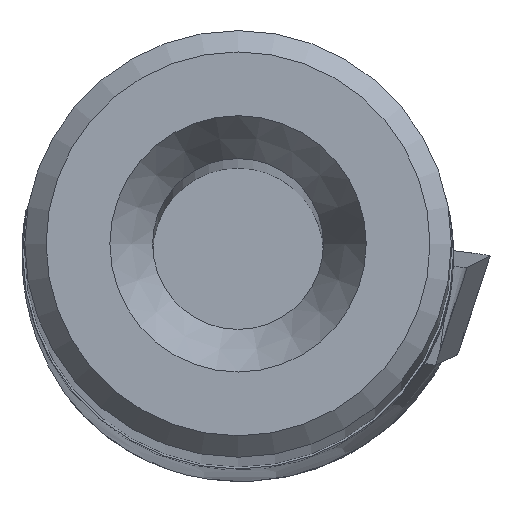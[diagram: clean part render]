
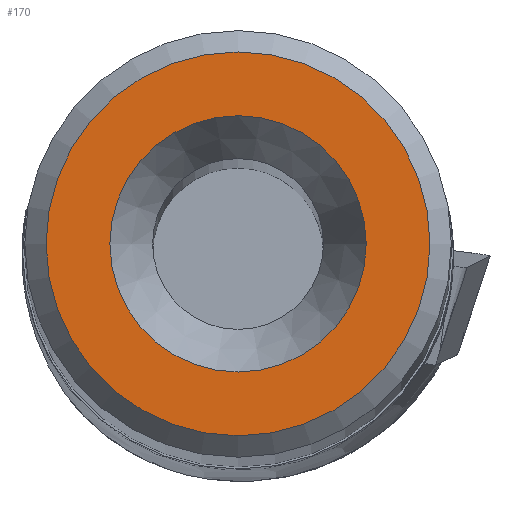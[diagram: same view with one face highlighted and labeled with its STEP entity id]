
A CAD part, top view. The second image highlights one B-rep face of the part: STEP entity #170.
In plain terms, the highlighted planar face has unit normal (0, 0, 1).
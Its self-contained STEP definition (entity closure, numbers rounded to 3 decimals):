
#170=ADVANCED_FACE('',(#335,#336),#202,.T.);
#202=PLANE('',#889);
#335=FACE_BOUND('',#378,.T.);
#336=FACE_BOUND('',#379,.T.);
#378=EDGE_LOOP('',(#500));
#379=EDGE_LOOP('',(#501));
#500=ORIENTED_EDGE('',*,*,#717,.T.);
#501=ORIENTED_EDGE('',*,*,#718,.F.);
#638=VERTEX_POINT('',#1414);
#639=VERTEX_POINT('',#1416);
#717=EDGE_CURVE('',#638,#638,#765,.T.);
#718=EDGE_CURVE('',#639,#639,#766,.T.);
#765=CIRCLE('',#887,3.);
#766=CIRCLE('',#888,4.494);
#887=AXIS2_PLACEMENT_3D('',#1413,#1042,#1043);
#888=AXIS2_PLACEMENT_3D('',#1415,#1044,#1045);
#889=AXIS2_PLACEMENT_3D('',#1417,#1046,#1047);
#1042=DIRECTION('',(0.,0.,-1.));
#1043=DIRECTION('',(-1.,0.,0.));
#1044=DIRECTION('',(0.,0.,-1.));
#1045=DIRECTION('',(-1.,0.,0.));
#1046=DIRECTION('',(0.,0.,1.));
#1047=DIRECTION('',(-1.,0.,0.));
#1413=CARTESIAN_POINT('',(0.,0.,0.));
#1414=CARTESIAN_POINT('',(-3.,0.,0.));
#1415=CARTESIAN_POINT('',(0.,0.,0.));
#1416=CARTESIAN_POINT('',(-4.494,0.,0.));
#1417=CARTESIAN_POINT('',(0.,0.,0.));
